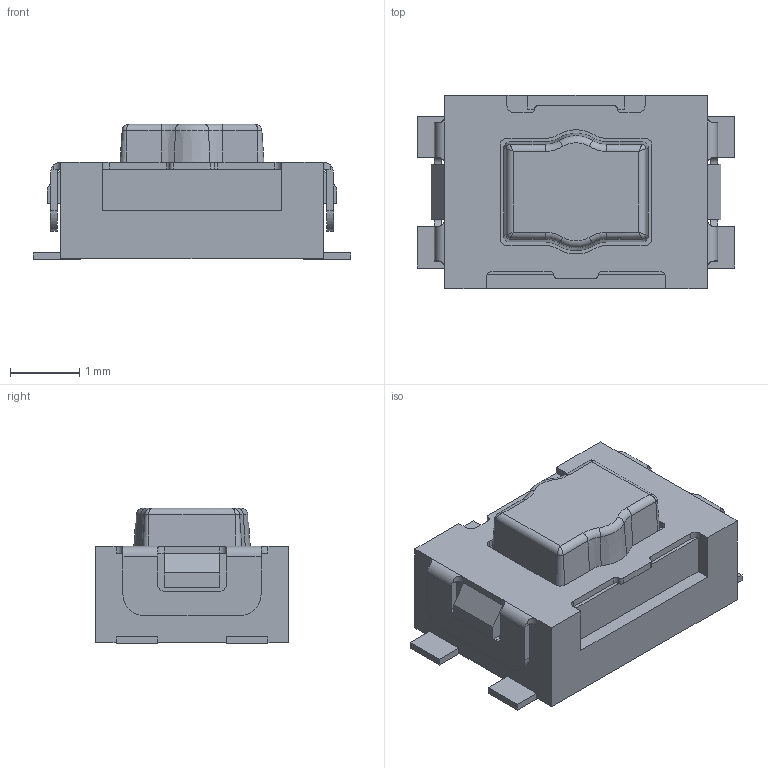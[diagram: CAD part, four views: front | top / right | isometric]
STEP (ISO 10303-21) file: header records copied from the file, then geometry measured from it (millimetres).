
FILE_DESCRIPTION(/* description */ (''),/* implementation_level */ '2;1');
FILE_NAME(/* name */ 'KMR621NGLFS.step',/* time_stamp */ '2024-05-24T00:23:27-05:00',/* author */ (''),/* organization */ (''),/* preprocessor_version */ 'ST-DEVELOPER v20',/* originating_system */ 'Autodesk Translation Framework v12.20.1.177',/* authorisation */ '');
FILE_SCHEMA (('AUTOMOTIVE_DESIGN { 1 0 10303 214 3 1 1 }'));
Length unit declared in the file: millimetre
Products named in the file (3): 7Ir5-SW?; KEY-SMD_4P-L4.2-W2.8-P1.60-LS4.6; SOLID
Assembly tree (2 placements, depth 3):
  7Ir5-SW?
    KEY-SMD_4P-L4.2-W2.8-P1.60-LS4.6
      SOLID
Bounding box: 4.6 x 2.8 x 1.96 mm (x, y, z)
Volume: 16.4 mm3; surface area: 54.5 mm2
Topology: 1 solids, 1 shells, 455 faces, 1233 edges, 800 vertices
Faces by surface type: plane 271, bspline 116, cylinder 52, cone 10, torus 6
Entity records: 16864 total; most frequent: CARTESIAN_POINT 5561, ORIENTED_EDGE 2458, DIRECTION 1969, EDGE_CURVE 1229, LINE 869, VECTOR 869, VERTEX_POINT 800, AXIS2_PLACEMENT_3D 550
